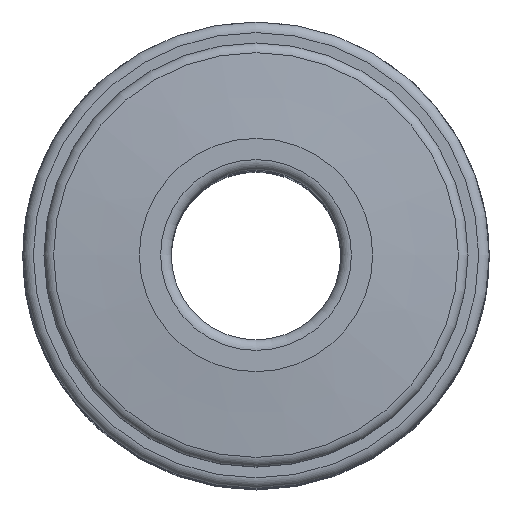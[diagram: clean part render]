
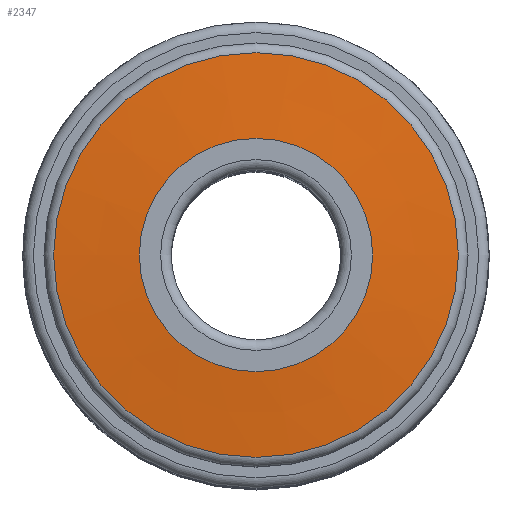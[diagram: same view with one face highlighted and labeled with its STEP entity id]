
A CAD part, top view. The second image highlights one B-rep face of the part: STEP entity #2347.
In plain terms, the highlighted conical face has half-angle 85 degrees and reference radius 3.875 mm.
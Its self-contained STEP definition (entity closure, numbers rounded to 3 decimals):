
#15=CONICAL_SURFACE('',#2615,3.875,1.484);
#284=LINE('',#5051,#393);
#393=VECTOR('',#3197,3.875);
#551=FACE_OUTER_BOUND('',#693,.T.);
#693=EDGE_LOOP('',(#1964,#1965,#1966,#1967,#1968));
#848=CIRCLE('',#2612,4.772);
#850=CIRCLE('',#2614,4.772);
#851=CIRCLE('',#2616,2.75);
#1069=VERTEX_POINT('',#5043);
#1070=VERTEX_POINT('',#5044);
#1071=VERTEX_POINT('',#5049);
#1392=EDGE_CURVE('',#1069,#1070,#848,.T.);
#1394=EDGE_CURVE('',#1070,#1069,#850,.T.);
#1395=EDGE_CURVE('',#1071,#1071,#851,.T.);
#1396=EDGE_CURVE('',#1071,#1069,#284,.T.);
#1964=ORIENTED_EDGE('',*,*,#1395,.T.);
#1965=ORIENTED_EDGE('',*,*,#1396,.T.);
#1966=ORIENTED_EDGE('',*,*,#1394,.F.);
#1967=ORIENTED_EDGE('',*,*,#1392,.F.);
#1968=ORIENTED_EDGE('',*,*,#1396,.F.);
#2347=ADVANCED_FACE('',(#551),#15,.T.);
#2612=AXIS2_PLACEMENT_3D('',#5045,#3187,#3188);
#2614=AXIS2_PLACEMENT_3D('',#5047,#3191,#3192);
#2615=AXIS2_PLACEMENT_3D('',#5048,#3193,#3194);
#2616=AXIS2_PLACEMENT_3D('',#5050,#3195,#3196);
#3187=DIRECTION('center_axis',(0.,0.,-1.));
#3188=DIRECTION('ref_axis',(-1.,0.,0.));
#3191=DIRECTION('center_axis',(0.,0.,-1.));
#3192=DIRECTION('ref_axis',(-1.,0.,0.));
#3193=DIRECTION('center_axis',(0.,0.,-1.));
#3194=DIRECTION('ref_axis',(-1.,0.,0.));
#3195=DIRECTION('center_axis',(0.,0.,-1.));
#3196=DIRECTION('ref_axis',(-1.,0.,0.));
#3197=DIRECTION('',(0.996,0.,-0.087));
#5043=CARTESIAN_POINT('',(4.772,0.,13.323));
#5044=CARTESIAN_POINT('',(-4.772,0.,13.323));
#5045=CARTESIAN_POINT('Origin',(0.,0.,13.323));
#5047=CARTESIAN_POINT('Origin',(0.,0.,13.323));
#5048=CARTESIAN_POINT('Origin',(0.,0.,13.402));
#5049=CARTESIAN_POINT('',(2.75,0.,13.5));
#5050=CARTESIAN_POINT('Origin',(0.,0.,13.5));
#5051=CARTESIAN_POINT('',(3.875,0.,13.402));
